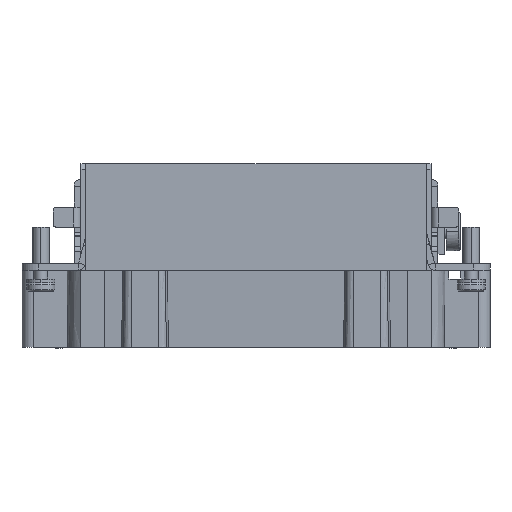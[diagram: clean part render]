
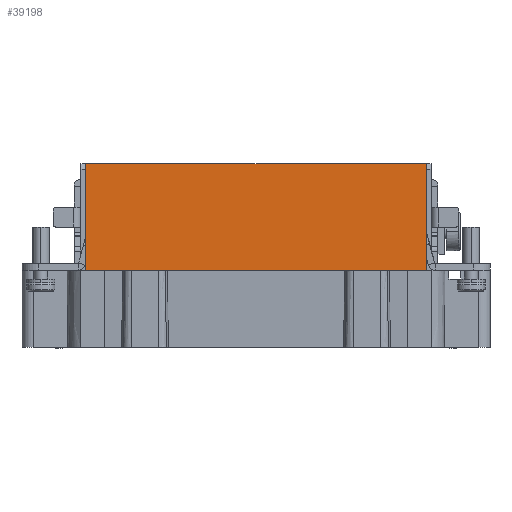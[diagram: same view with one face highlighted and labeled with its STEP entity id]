
A CAD part, left-side view. The second image highlights one B-rep face of the part: STEP entity #39198.
In plain terms, the highlighted planar face has unit normal (-1, 0, 0).
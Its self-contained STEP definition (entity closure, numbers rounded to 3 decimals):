
#37=DIRECTION('',(0.,-1.,0.));
#38=VECTOR('',#37,61.298);
#39=CARTESIAN_POINT('',(-16.95,30.649,33.2));
#40=LINE('',#39,#38);
#3231=DIRECTION('',(0.,0.,-1.));
#3232=VECTOR('',#3231,19.2);
#3233=CARTESIAN_POINT('',(-16.95,-30.649,33.2));
#3234=LINE('',#3233,#3232);
#3235=DIRECTION('',(0.,0.,1.));
#3236=VECTOR('',#3235,19.2);
#3237=CARTESIAN_POINT('',(-16.95,30.649,14.));
#3238=LINE('',#3237,#3236);
#3291=DIRECTION('',(0.,1.,0.));
#3292=VECTOR('',#3291,61.298);
#3293=CARTESIAN_POINT('',(-16.95,-30.649,14.));
#3294=LINE('',#3293,#3292);
#29979=CARTESIAN_POINT('',(-16.95,30.649,33.2));
#29980=CARTESIAN_POINT('',(-16.95,-30.649,33.2));
#29981=VERTEX_POINT('',#29979);
#29982=VERTEX_POINT('',#29980);
#36820=CARTESIAN_POINT('',(-16.95,-30.649,14.));
#36821=CARTESIAN_POINT('',(-16.95,30.649,14.));
#36822=VERTEX_POINT('',#36820);
#36823=VERTEX_POINT('',#36821);
#39186=CARTESIAN_POINT('',(-16.95,30.65,14.));
#39187=DIRECTION('',(-1.,0.,0.));
#39188=DIRECTION('',(0.,-1.,0.));
#39189=AXIS2_PLACEMENT_3D('',#39186,#39187,#39188);
#39190=PLANE('',#39189);
#39191=ORIENTED_EDGE('',*,*,#39030,.T.);
#39193=ORIENTED_EDGE('',*,*,#39192,.T.);
#39194=ORIENTED_EDGE('',*,*,#39071,.T.);
#39195=ORIENTED_EDGE('',*,*,#37277,.T.);
#39196=EDGE_LOOP('',(#39191,#39193,#39194,#39195));
#39197=FACE_OUTER_BOUND('',#39196,.F.);
#39198=ADVANCED_FACE('',(#39197),#39190,.T.);
#37277=EDGE_CURVE('',#29981,#29982,#40,.T.);
#39030=EDGE_CURVE('',#29982,#36822,#3234,.T.);
#39071=EDGE_CURVE('',#36823,#29981,#3238,.T.);
#39192=EDGE_CURVE('',#36822,#36823,#3294,.T.);
